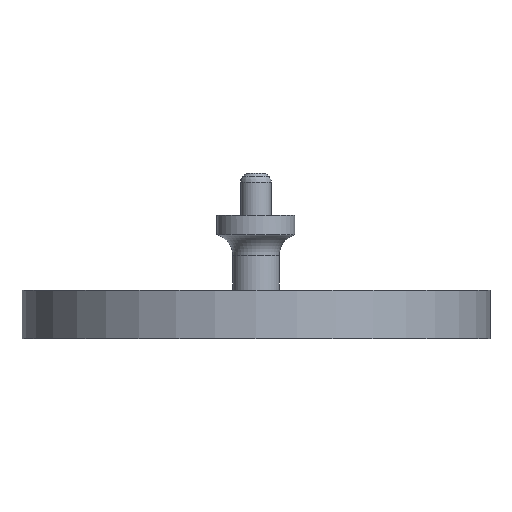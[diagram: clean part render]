
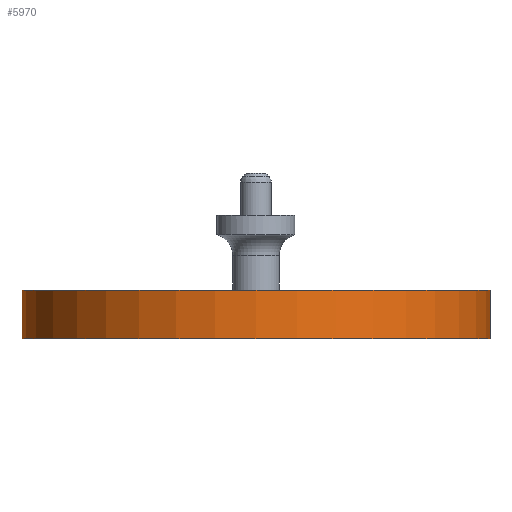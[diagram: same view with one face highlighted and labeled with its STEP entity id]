
A CAD part, front view. The second image highlights one B-rep face of the part: STEP entity #5970.
In plain terms, the highlighted cylindrical face has radius 60 mm (diameter 120 mm), a full revolution.
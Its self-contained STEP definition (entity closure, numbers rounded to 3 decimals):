
#800=FACE_OUTER_BOUND('',#1127,.T.);
#1127=EDGE_LOOP('',(#5192,#5193,#5194,#5195));
#1438=LINE('',#39218,#1747);
#1747=VECTOR('',#7767,60.);
#1756=CIRCLE('',#5999,60.);
#2072=CIRCLE('',#6475,60.);
#2081=VERTEX_POINT('',#7796);
#2694=VERTEX_POINT('',#39216);
#2707=EDGE_CURVE('',#2081,#2081,#1756,.T.);
#3627=EDGE_CURVE('',#2694,#2694,#2072,.T.);
#3628=EDGE_CURVE('',#2694,#2081,#1438,.T.);
#5192=ORIENTED_EDGE('',*,*,#3627,.F.);
#5193=ORIENTED_EDGE('',*,*,#3628,.T.);
#5194=ORIENTED_EDGE('',*,*,#2707,.F.);
#5195=ORIENTED_EDGE('',*,*,#3628,.F.);
#5654=CYLINDRICAL_SURFACE('',#6474,60.);
#5970=ADVANCED_FACE('',(#800),#5654,.T.);
#5999=AXIS2_PLACEMENT_3D('',#7797,#6509,#6510);
#6474=AXIS2_PLACEMENT_3D('',#39215,#7763,#7764);
#6475=AXIS2_PLACEMENT_3D('',#39217,#7765,#7766);
#6509=DIRECTION('center_axis',(0.,0.,-1.));
#6510=DIRECTION('ref_axis',(1.,0.,0.));
#7763=DIRECTION('center_axis',(0.,0.,1.));
#7764=DIRECTION('ref_axis',(1.,0.,0.));
#7765=DIRECTION('center_axis',(0.,0.,1.));
#7766=DIRECTION('ref_axis',(1.,0.,0.));
#7767=DIRECTION('',(0.,0.,-1.));
#7796=CARTESIAN_POINT('',(-60.,0.,-7.5));
#7797=CARTESIAN_POINT('Origin',(0.,0.,-7.5));
#39215=CARTESIAN_POINT('Origin',(0.,0.,0.));
#39216=CARTESIAN_POINT('',(-60.,0.,5.));
#39217=CARTESIAN_POINT('Origin',(0.,0.,5.));
#39218=CARTESIAN_POINT('',(-60.,0.,0.));
